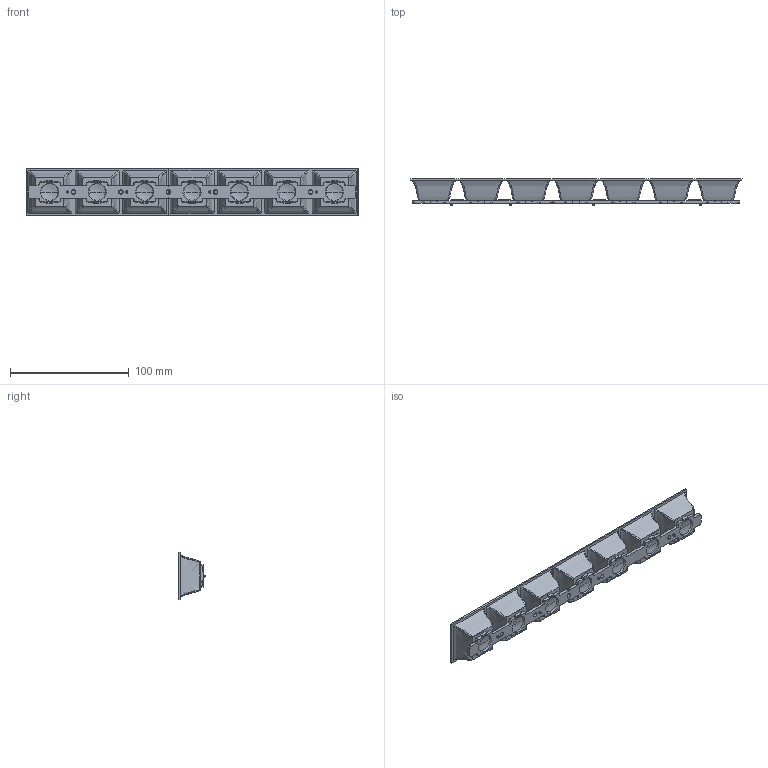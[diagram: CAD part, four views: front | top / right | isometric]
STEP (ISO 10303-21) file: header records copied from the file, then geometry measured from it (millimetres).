
FILE_DESCRIPTION((''),'2;1');
FILE_NAME('ASM0002_ASM','2021-03-30T16:00:00',('Administrator'),(''),'CREO PARAMETRIC BY PTC INC, 2017110','CREO PARAMETRIC BY PTC INC, 2017110','');
FILE_SCHEMA(('CONFIG_CONTROL_DESIGN'));
Products named in the file (3): SN07XX-L280A50L; PRT0007; ASM0002_ASM
Assembly tree (2 placements, depth 2):
  ASM0002_ASM
    SN07XX-L280A50L
    PRT0007
Bounding box: 279.99 x 22.1 x 40 mm (x, y, z)
Volume: 30626.4 mm3; surface area: 50263.1 mm2
Topology: 2 solids, 2 shells, 844 faces, 2388 edges, 1560 vertices
Faces by surface type: plane 580, cylinder 140, cone 32, revolution 28, extrusion 28, bspline 28, torus 8
Entity records: 36276 total; most frequent: CARTESIAN_POINT 15281, ORIENTED_EDGE 4720, DIRECTION 3624, EDGE_CURVE 2360, VECTOR 1862, LINE 1834, VERTEX_POINT 1560, EDGE_LOOP 908
